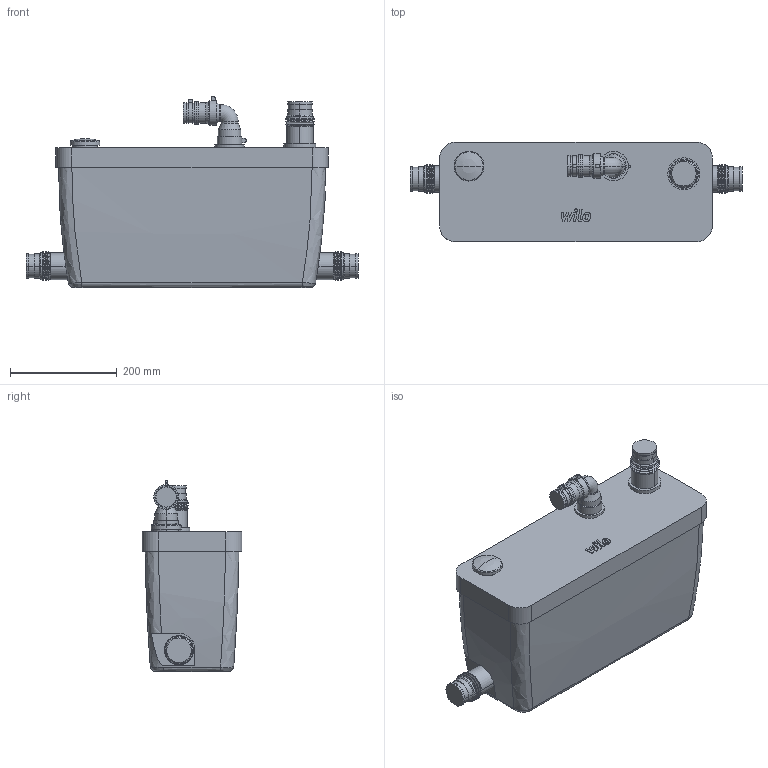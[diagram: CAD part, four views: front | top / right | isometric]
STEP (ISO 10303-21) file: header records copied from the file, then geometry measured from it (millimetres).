
FILE_DESCRIPTION((''),'2;1');
FILE_NAME('3d_HiDrainlift3-37-4191680.stp','2016-08-24T09:56:03',(''),(''),'Mechanical Desktop 2009','Mechanical Desktop 2009',', , ');
FILE_SCHEMA(('CONFIG_CONTROL_DESIGN'));
Length unit declared in the file: millimetre
Products named in the file (1): Product
Bounding box: 622 x 187 x 358 mm (x, y, z)
Volume: 22495456.5 mm3; surface area: 604907.5 mm2
Topology: 10 solids, 10 shells, 313 faces, 751 edges, 481 vertices
Faces by surface type: bspline 109, plane 75, cylinder 69, cone 42, torus 16, sphere 2
Entity records: 14316 total; most frequent: CARTESIAN_POINT 7206, ORIENTED_EDGE 1498, DIRECTION 1419, EDGE_CURVE 749, AXIS2_PLACEMENT_3D 575, VERTEX_POINT 481, CIRCLE 370, EDGE_LOOP 340
